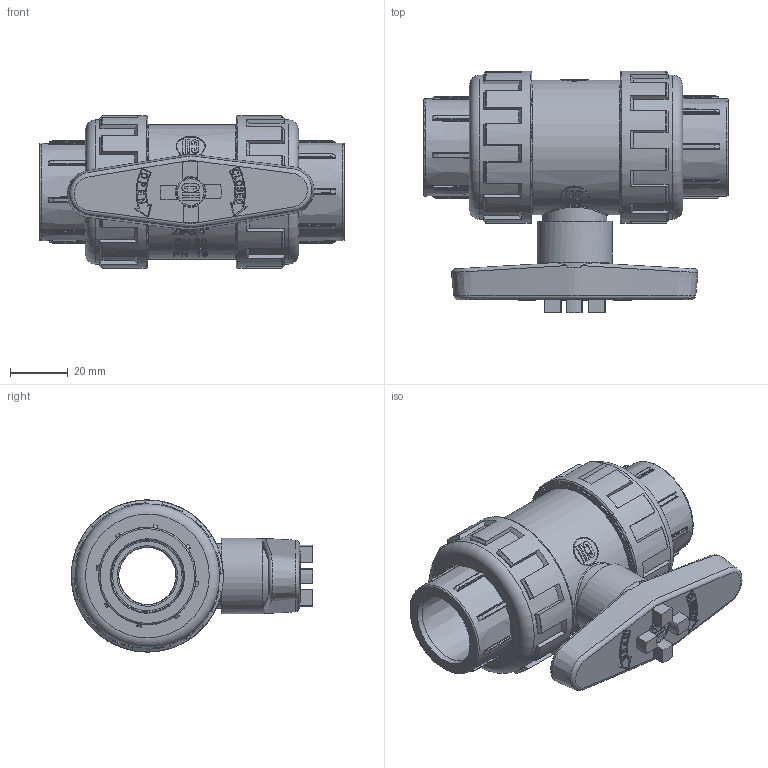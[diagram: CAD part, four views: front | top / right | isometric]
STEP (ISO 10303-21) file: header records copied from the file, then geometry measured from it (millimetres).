
FILE_DESCRIPTION( ( 'Unknown' ), '1' );
FILE_NAME( '1051025.stp', 'Unknown', ( 'Unknown' ), ( 'Unknown' ), 'PSStep 16.0.42', 'Unknown', ' ' );
FILE_SCHEMA( ( 'AUTOMOTIVE_DESIGN { 1 0 10303 214 1 1 1 1 }' ) );
Length unit declared in the file: millimetre
Products named in the file (5): Assem1; Cuerpo valvula de bola ø 25-¾_Rev.3; LLave de paso Export ø 20-25_Rev.2; Manguito v_bola ø 25; Tuerca v_bola ø 25 Propuesta
Assembly tree (6 placements, depth 2):
  Assem1
    Cuerpo valvula de bola ø 25-¾_Rev.3
    LLave de paso Export ø 20-25_Rev.2
    Manguito v_bola ø 25  x2
    Tuerca v_bola ø 25 Propuesta  x2
Bounding box: 105.12 x 83.22 x 52.45 mm (x, y, z)
Volume: 125134.8 mm3; surface area: 63553.9 mm2
Topology: 6 solids, 6 shells, 1535 faces, 4069 edges, 2639 vertices
Faces by surface type: plane 694, cylinder 337, extrusion 182, bspline 116, torus 115, cone 87, sphere 4
Full cylindrical faces by diameter (mm): 9.2 x1, 9.6 x1, 10 x2, 13.2 x1, 20 x1, 22.2 x1, 23.9 x1, 24 x1, 26 x1, 29 x1, 30.29 x2, 30.7 x1, 31 x1, 35.53 x2, 36 x1, 39.45 x2, 41 x7, 46.4 x1, 49.7 x2, 52.45 x2
Entity records: 68251 total; most frequent: CARTESIAN_POINT 29906, ORIENTED_EDGE 6316, DIRECTION 5061, EDGE_CURVE 3158, VERTEX_POINT 2091, AXIS2_PLACEMENT_3D 1780, VECTOR 1501, EDGE_LOOP 1391
